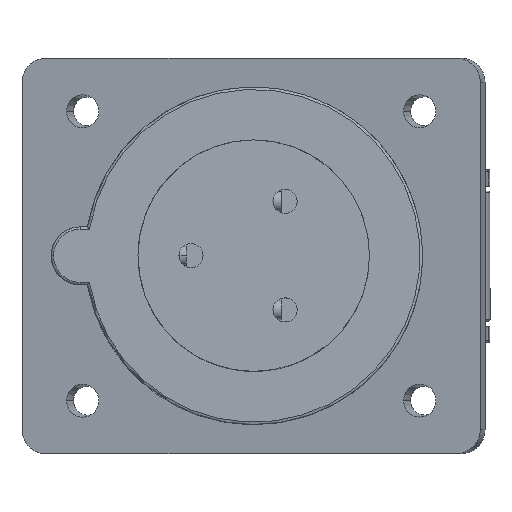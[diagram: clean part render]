
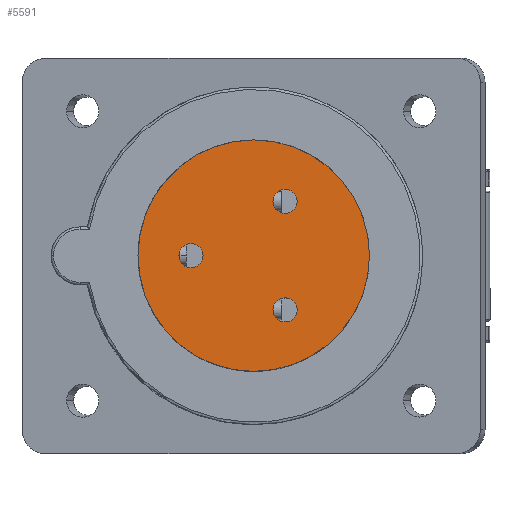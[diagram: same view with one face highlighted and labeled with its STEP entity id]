
A CAD part, top view. The second image highlights one B-rep face of the part: STEP entity #5591.
In plain terms, the highlighted planar face has unit normal (0, 0, 1).
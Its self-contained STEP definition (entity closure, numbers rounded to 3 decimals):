
#52 = AXIS2_PLACEMENT_3D ( 'NONE', #5307, #9018, #11131 ) ;
#160 = VERTEX_POINT ( 'NONE', #4445 ) ;
#194 = EDGE_CURVE ( 'NONE', #9990, #2064, #6610, .T. ) ;
#347 = CARTESIAN_POINT ( 'NONE',  ( -10.5, 0., 18. ) ) ;
#420 = CARTESIAN_POINT ( 'NONE',  ( -13., 0., 18. ) ) ;
#480 = CARTESIAN_POINT ( 'NONE',  ( 6.5, -11.258, 18. ) ) ;
#511 = CIRCLE ( 'NONE', #778, 2.5 ) ;
#597 = DIRECTION ( 'NONE',  ( 1., 0., 0. ) ) ;
#643 = DIRECTION ( 'NONE',  ( 0., 0., 1. ) ) ;
#658 = CIRCLE ( 'NONE', #10433, 2.5 ) ;
#690 = DIRECTION ( 'NONE',  ( 1., 0., 0. ) ) ;
#778 = AXIS2_PLACEMENT_3D ( 'NONE', #420, #8229, #5300 ) ;
#955 = FACE_BOUND ( 'NONE', #9503, .T. ) ;
#1253 = CARTESIAN_POINT ( 'NONE',  ( 6.5, -11.258, 18. ) ) ;
#1502 = CARTESIAN_POINT ( 'NONE',  ( 0., 0., 18. ) ) ;
#1564 = FACE_BOUND ( 'NONE', #9316, .T. ) ;
#1675 = CIRCLE ( 'NONE', #12403, 2.5 ) ;
#1938 = DIRECTION ( 'NONE',  ( 1., 0., 0. ) ) ;
#1970 = EDGE_LOOP ( 'NONE', ( #8432, #6128 ) ) ;
#2019 = FACE_BOUND ( 'NONE', #1970, .T. ) ;
#2064 = VERTEX_POINT ( 'NONE', #5917 ) ;
#2445 = DIRECTION ( 'NONE',  ( 1., 0., 0. ) ) ;
#2731 = EDGE_CURVE ( 'NONE', #8847, #160, #658, .T. ) ;
#2921 = ORIENTED_EDGE ( 'NONE', *, *, #194, .F. ) ;
#3073 = DIRECTION ( 'NONE',  ( 1., 0., 0. ) ) ;
#3378 = CARTESIAN_POINT ( 'NONE',  ( -24., 0., 18. ) ) ;
#4015 = CIRCLE ( 'NONE', #52, 24. ) ;
#4018 = AXIS2_PLACEMENT_3D ( 'NONE', #6604, #7694, #1938 ) ;
#4210 = AXIS2_PLACEMENT_3D ( 'NONE', #1502, #643, #597 ) ;
#4445 = CARTESIAN_POINT ( 'NONE',  ( 4., -11.258, 18. ) ) ;
#4752 = DIRECTION ( 'NONE',  ( 0., 0., 1. ) ) ;
#4805 = ORIENTED_EDGE ( 'NONE', *, *, #9319, .T. ) ;
#5300 = DIRECTION ( 'NONE',  ( 1., 0., 0. ) ) ;
#5307 = CARTESIAN_POINT ( 'NONE',  ( 0., 0., 18. ) ) ;
#5443 = CARTESIAN_POINT ( 'NONE',  ( -15.5, 0., 18. ) ) ;
#5498 = EDGE_CURVE ( 'NONE', #10423, #7981, #4015, .T. ) ;
#5591 = ADVANCED_FACE ( 'NONE', ( #2019, #955, #1564, #10993 ), #6344, .T. ) ;
#5727 = CARTESIAN_POINT ( 'NONE',  ( 24., 0., 18. ) ) ;
#5917 = CARTESIAN_POINT ( 'NONE',  ( 9., 11.258, 18. ) ) ;
#6128 = ORIENTED_EDGE ( 'NONE', *, *, #11696, .F. ) ;
#6144 = DIRECTION ( 'NONE',  ( 0., 0., 1. ) ) ;
#6344 = PLANE ( 'NONE',  #4210 ) ;
#6370 = EDGE_CURVE ( 'NONE', #9705, #6573, #12167, .T. ) ;
#6573 = VERTEX_POINT ( 'NONE', #347 ) ;
#6604 = CARTESIAN_POINT ( 'NONE',  ( 6.5, 11.258, 18. ) ) ;
#6606 = AXIS2_PLACEMENT_3D ( 'NONE', #8552, #4752, #690 ) ;
#6610 = CIRCLE ( 'NONE', #6606, 2.5 ) ;
#6633 = AXIS2_PLACEMENT_3D ( 'NONE', #12076, #7077, #10079 ) ;
#6922 = EDGE_LOOP ( 'NONE', ( #4805, #12168 ) ) ;
#7077 = DIRECTION ( 'NONE',  ( 0., 0., 1. ) ) ;
#7151 = DIRECTION ( 'NONE',  ( 0., 0., 1. ) ) ;
#7230 = EDGE_CURVE ( 'NONE', #2064, #9990, #9521, .T. ) ;
#7694 = DIRECTION ( 'NONE',  ( 0., 0., 1. ) ) ;
#7971 = DIRECTION ( 'NONE',  ( 0., 0., 1. ) ) ;
#7981 = VERTEX_POINT ( 'NONE', #3378 ) ;
#8127 = DIRECTION ( 'NONE',  ( 1., 0., 0. ) ) ;
#8229 = DIRECTION ( 'NONE',  ( 0., 0., 1. ) ) ;
#8432 = ORIENTED_EDGE ( 'NONE', *, *, #2731, .F. ) ;
#8552 = CARTESIAN_POINT ( 'NONE',  ( 6.5, 11.258, 18. ) ) ;
#8557 = ORIENTED_EDGE ( 'NONE', *, *, #6370, .F. ) ;
#8779 = CARTESIAN_POINT ( 'NONE',  ( 9., -11.258, 18. ) ) ;
#8838 = CARTESIAN_POINT ( 'NONE',  ( 0., 0., 18. ) ) ;
#8847 = VERTEX_POINT ( 'NONE', #8779 ) ;
#8886 = ORIENTED_EDGE ( 'NONE', *, *, #10795, .F. ) ;
#9005 = CIRCLE ( 'NONE', #12224, 24. ) ;
#9018 = DIRECTION ( 'NONE',  ( 0., 0., 1. ) ) ;
#9316 = EDGE_LOOP ( 'NONE', ( #8886, #8557 ) ) ;
#9319 = EDGE_CURVE ( 'NONE', #7981, #10423, #9005, .T. ) ;
#9352 = ORIENTED_EDGE ( 'NONE', *, *, #7230, .F. ) ;
#9503 = EDGE_LOOP ( 'NONE', ( #9352, #2921 ) ) ;
#9521 = CIRCLE ( 'NONE', #4018, 2.5 ) ;
#9705 = VERTEX_POINT ( 'NONE', #5443 ) ;
#9990 = VERTEX_POINT ( 'NONE', #11480 ) ;
#10079 = DIRECTION ( 'NONE',  ( 1., 0., 0. ) ) ;
#10423 = VERTEX_POINT ( 'NONE', #5727 ) ;
#10433 = AXIS2_PLACEMENT_3D ( 'NONE', #1253, #7151, #8127 ) ;
#10795 = EDGE_CURVE ( 'NONE', #6573, #9705, #511, .T. ) ;
#10993 = FACE_OUTER_BOUND ( 'NONE', #6922, .T. ) ;
#11131 = DIRECTION ( 'NONE',  ( 1., 0., 0. ) ) ;
#11480 = CARTESIAN_POINT ( 'NONE',  ( 4., 11.258, 18. ) ) ;
#11696 = EDGE_CURVE ( 'NONE', #160, #8847, #1675, .T. ) ;
#12076 = CARTESIAN_POINT ( 'NONE',  ( -13., 0., 18. ) ) ;
#12167 = CIRCLE ( 'NONE', #6633, 2.5 ) ;
#12168 = ORIENTED_EDGE ( 'NONE', *, *, #5498, .T. ) ;
#12224 = AXIS2_PLACEMENT_3D ( 'NONE', #8838, #7971, #3073 ) ;
#12403 = AXIS2_PLACEMENT_3D ( 'NONE', #480, #6144, #2445 ) ;
